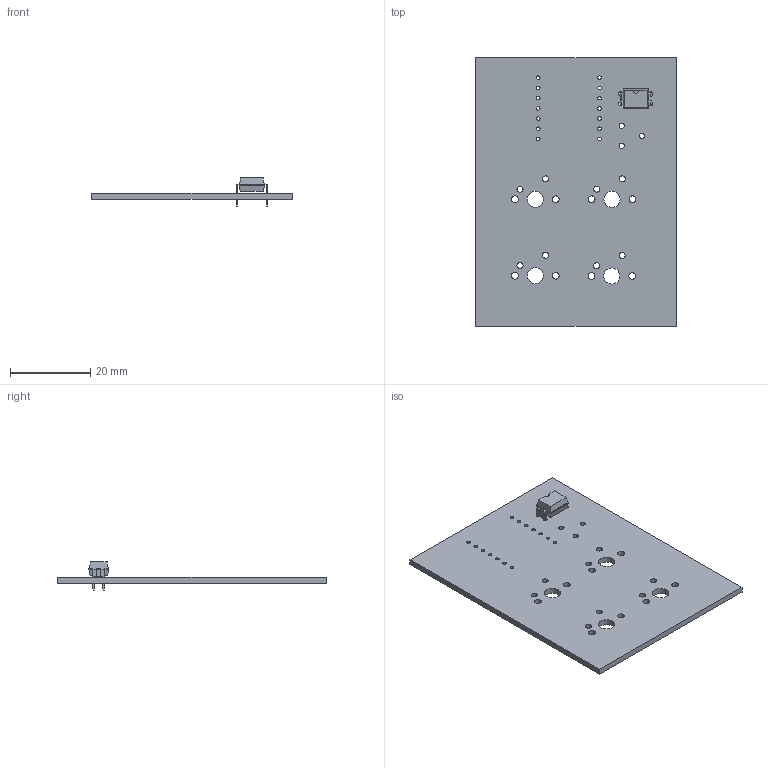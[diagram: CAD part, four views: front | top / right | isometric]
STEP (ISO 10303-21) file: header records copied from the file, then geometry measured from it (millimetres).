
FILE_DESCRIPTION(/* description */ ('KiCad electronic assembly'),/* implementation_level */ '2;1');
FILE_NAME(/* name */ 'a743f591-d74b-4d60-9ae3-e7bf42c52203.stp',/* time_stamp */ '2026-01-15T20:00:34Z',/* author */ (''),/* organization */ (''),/* preprocessor_version */ 'ST-DEVELOPER v20.1',/* originating_system */ 'Autodesk Translation Framework v14.24.0.0',/* authorisation */ '');
FILE_SCHEMA (('AUTOMOTIVE_DESIGN { 1 0 10303 214 3 1 1 }'));
Length unit declared in the file: millimetre
Products named in the file (3): Antilonio's HackBoard 1; Vishay_HVM-DIP-3_W7.62mm; Antilonio's HackBoard_PCB
Assembly tree (1 placements, depth 2):
  Antilonio's HackBoard 1
    Vishay_HVM-DIP-3_W7.62mm
  Antilonio's HackBoard_PCB
Bounding box: 50 x 66.8 x 6.98 mm (x, y, z)
Volume: 4990 mm3; surface area: 7296.6 mm2
Topology: 2 solids, 2 shells, 133 faces, 365 edges, 234 vertices
Faces by surface type: plane 83, cylinder 50
Full cylindrical faces by diameter (mm): 0.889 x14, 0.9 x4, 1.3 x3, 1.5 x8, 1.7 x8, 4 x4
Entity records: 4557 total; most frequent: DIRECTION 743, CARTESIAN_POINT 737, ORIENTED_EDGE 730, EDGE_CURVE 365, LINE 263, VECTOR 263, AXIS2_PLACEMENT_3D 240, VERTEX_POINT 234
